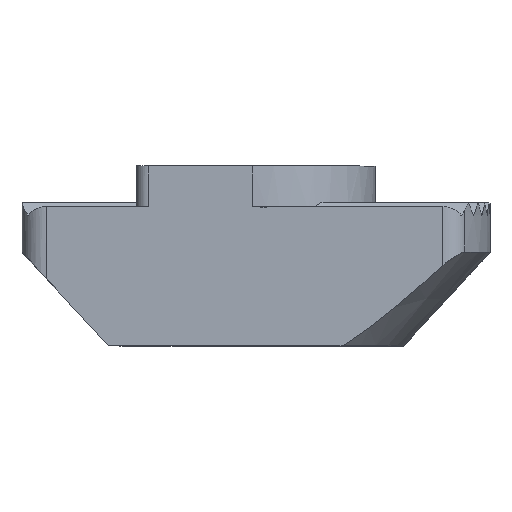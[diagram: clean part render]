
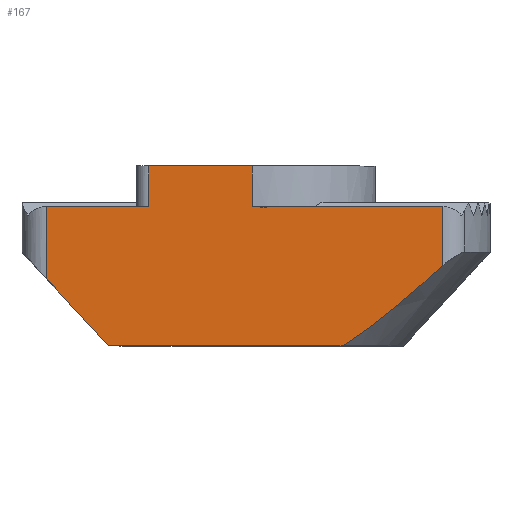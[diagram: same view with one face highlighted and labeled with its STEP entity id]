
A CAD part, top view. The second image highlights one B-rep face of the part: STEP entity #167.
In plain terms, the highlighted planar face has unit normal (0, 0, 1).
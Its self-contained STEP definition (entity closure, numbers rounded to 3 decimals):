
#167 = ADVANCED_FACE( '', ( #355 ), #356, .F. );
#355 = FACE_OUTER_BOUND( '', #562, .T. );
#356 = PLANE( '', #563 );
#562 = EDGE_LOOP( '', ( #1039, #1040, #1041, #1042, #1043, #1044, #1045, #1046, #1047, #1048 ) );
#563 = AXIS2_PLACEMENT_3D( '', #1049, #1050, #1051 );
#1039 = ORIENTED_EDGE( '', *, *, #1354, .T. );
#1040 = ORIENTED_EDGE( '', *, *, #1290, .F. );
#1041 = ORIENTED_EDGE( '', *, *, #1416, .T. );
#1042 = ORIENTED_EDGE( '', *, *, #1413, .F. );
#1043 = ORIENTED_EDGE( '', *, *, #1426, .F. );
#1044 = ORIENTED_EDGE( '', *, *, #1383, .T. );
#1045 = ORIENTED_EDGE( '', *, *, #1323, .F. );
#1046 = ORIENTED_EDGE( '', *, *, #1464, .F. );
#1047 = ORIENTED_EDGE( '', *, *, #1445, .F. );
#1048 = ORIENTED_EDGE( '', *, *, #1465, .F. );
#1049 = CARTESIAN_POINT( '', ( 9.5, 5.8, 4.85 ) );
#1050 = DIRECTION( '', ( 0., 0., -1. ) );
#1051 = DIRECTION( '', ( -1., 0., 0. ) );
#1290 = EDGE_CURVE( '', #1555, #1556, #1557, .T. );
#1323 = EDGE_CURVE( '', #1615, #1617, #1618, .T. );
#1354 = EDGE_CURVE( '', #1669, #1556, #1670, .T. );
#1383 = EDGE_CURVE( '', #1715, #1617, #1716, .T. );
#1413 = EDGE_CURVE( '', #1755, #1753, #1757, .T. );
#1416 = EDGE_CURVE( '', #1555, #1753, #1760, .T. );
#1426 = EDGE_CURVE( '', #1715, #1755, #1773, .T. );
#1445 = EDGE_CURVE( '', #1800, #1785, #1802, .T. );
#1464 = EDGE_CURVE( '', #1785, #1615, #1826, .T. );
#1465 = EDGE_CURVE( '', #1669, #1800, #1827, .T. );
#1555 = VERTEX_POINT( '', #1940 );
#1556 = VERTEX_POINT( '', #1941 );
#1557 = LINE( '', #1942, #1943 );
#1615 = VERTEX_POINT( '', #2028 );
#1617 = VERTEX_POINT( '', #2030 );
#1618 = LINE( '', #2031, #2032 );
#1669 = VERTEX_POINT( '', #2099 );
#1670 = LINE( '', #2100, #2101 );
#1715 = VERTEX_POINT( '', #2159 );
#1716 = B_SPLINE_CURVE_WITH_KNOTS( '', 3, ( #2160, #2161, #2162, #2163, #2164, #2165 ), .UNSPECIFIED., .F., .F., ( 4, 2, 4 ), ( 0.011, 0.013, 0.016 ), .UNSPECIFIED. );
#1753 = VERTEX_POINT( '', #2211 );
#1755 = VERTEX_POINT( '', #2213 );
#1757 = LINE( '', #2216, #2217 );
#1760 = LINE( '', #2220, #2221 );
#1773 = LINE( '', #2239, #2240 );
#1785 = VERTEX_POINT( '', #2254 );
#1800 = VERTEX_POINT( '', #2269 );
#1802 = LINE( '', #2271, #2272 );
#1826 = LINE( '', #2308, #2309 );
#1827 = LINE( '', #2310, #2311 );
#1940 = CARTESIAN_POINT( '', ( -8.5, 5.65, 4.85 ) );
#1941 = CARTESIAN_POINT( '', ( -4.35, 5.65, 4.85 ) );
#1942 = CARTESIAN_POINT( '', ( 9.5, 5.65, 4.85 ) );
#1943 = VECTOR( '', #2396, 1000. );
#2028 = CARTESIAN_POINT( '', ( 7.578, 5.65, 4.85 ) );
#2030 = CARTESIAN_POINT( '', ( 7.578, 3.254, 4.85 ) );
#2031 = CARTESIAN_POINT( '', ( 7.578, 5.8, 4.85 ) );
#2032 = VECTOR( '', #2434, 1000. );
#2099 = CARTESIAN_POINT( '', ( -4.35, 7.3, 4.85 ) );
#2100 = CARTESIAN_POINT( '', ( -4.35, 7.3, 4.85 ) );
#2101 = VECTOR( '', #2489, 1000. );
#2159 = CARTESIAN_POINT( '', ( 3.532, 0., 4.85 ) );
#2160 = CARTESIAN_POINT( '', ( 3.532, 0., 4.85 ) );
#2161 = CARTESIAN_POINT( '', ( 4.266, 0.469, 4.85 ) );
#2162 = CARTESIAN_POINT( '', ( 4.952, 0.996, 4.85 ) );
#2163 = CARTESIAN_POINT( '', ( 6.289, 2.095, 4.85 ) );
#2164 = CARTESIAN_POINT( '', ( 6.938, 2.669, 4.85 ) );
#2165 = CARTESIAN_POINT( '', ( 7.578, 3.254, 4.85 ) );
#2211 = CARTESIAN_POINT( '', ( -8.5, 2.714, 4.85 ) );
#2213 = CARTESIAN_POINT( '', ( -6., 0., 4.85 ) );
#2216 = CARTESIAN_POINT( '', ( -6., 0., 4.85 ) );
#2217 = VECTOR( '', #2590, 1000. );
#2220 = CARTESIAN_POINT( '', ( -8.5, 5.8, 4.85 ) );
#2221 = VECTOR( '', #2594, 1000. );
#2239 = CARTESIAN_POINT( '', ( 9.5, 0., 4.85 ) );
#2240 = VECTOR( '', #2603, 1000. );
#2254 = CARTESIAN_POINT( '', ( -0.15, 5.65, 4.85 ) );
#2269 = CARTESIAN_POINT( '', ( -0.15, 7.3, 4.85 ) );
#2271 = CARTESIAN_POINT( '', ( -0.15, 7.3, 4.85 ) );
#2272 = VECTOR( '', #2642, 1000. );
#2308 = CARTESIAN_POINT( '', ( 9.5, 5.65, 4.85 ) );
#2309 = VECTOR( '', #2655, 1000. );
#2310 = CARTESIAN_POINT( '', ( -4.35, 7.3, 4.85 ) );
#2311 = VECTOR( '', #2656, 1000. );
#2396 = DIRECTION( '', ( 1., 0., 0. ) );
#2434 = DIRECTION( '', ( 0., -1., 0. ) );
#2489 = DIRECTION( '', ( 0., -1., 0. ) );
#2590 = DIRECTION( '', ( -0.677, 0.736, 0. ) );
#2594 = DIRECTION( '', ( 0., -1., 0. ) );
#2603 = DIRECTION( '', ( -1., 0., 0. ) );
#2642 = DIRECTION( '', ( 0., -1., 0. ) );
#2655 = DIRECTION( '', ( 1., 0., 0. ) );
#2656 = DIRECTION( '', ( 1., 0., 0. ) );
